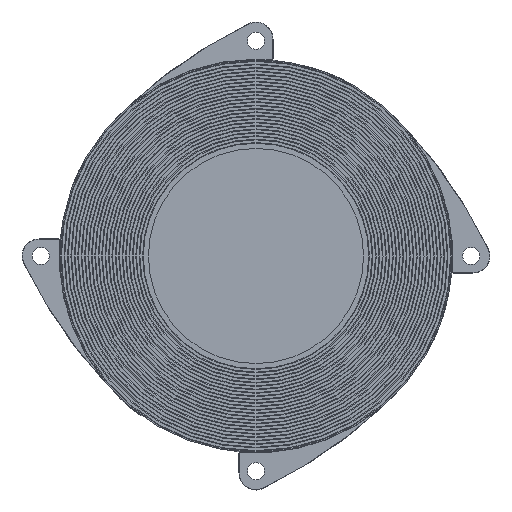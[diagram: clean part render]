
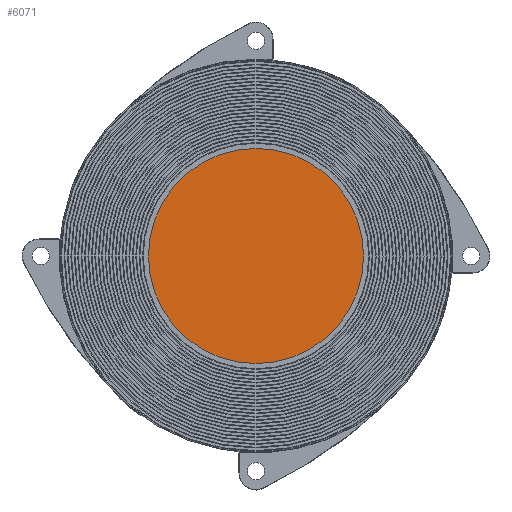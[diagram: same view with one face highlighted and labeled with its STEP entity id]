
A CAD part, front view. The second image highlights one B-rep face of the part: STEP entity #6071.
In plain terms, the highlighted planar face has unit normal (0, -1, 0).
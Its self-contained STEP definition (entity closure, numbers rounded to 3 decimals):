
#192 = DIRECTION ( 'NONE',  ( 0., -1., 0. ) ) ;
#396 = VERTEX_POINT ( 'NONE', #7982 ) ;
#1422 = DIRECTION ( 'NONE',  ( 0., 1., 0. ) ) ;
#1590 = CIRCLE ( 'NONE', #10984, 31.5 ) ;
#2873 = CARTESIAN_POINT ( 'NONE',  ( 0., 8.3, 31.5 ) ) ;
#3751 = EDGE_LOOP ( 'NONE', ( #11090, #9200 ) ) ;
#4221 = CARTESIAN_POINT ( 'NONE',  ( 0., 8.3, 0. ) ) ;
#4294 = CIRCLE ( 'NONE', #8700, 31.5 ) ;
#5054 = DIRECTION ( 'NONE',  ( 0., 0., -1. ) ) ;
#5208 = FACE_OUTER_BOUND ( 'NONE', #3751, .T. ) ;
#5271 = DIRECTION ( 'NONE',  ( 1., 0., 0. ) ) ;
#5436 = CARTESIAN_POINT ( 'NONE',  ( 0., 8.3, 0. ) ) ;
#5885 = VERTEX_POINT ( 'NONE', #2873 ) ;
#6071 = ADVANCED_FACE ( 'NONE', ( #5208 ), #7371, .F. ) ;
#6145 = DIRECTION ( 'NONE',  ( 0., 0., -1. ) ) ;
#7371 = PLANE ( 'NONE',  #9489 ) ;
#7790 = EDGE_CURVE ( 'NONE', #5885, #396, #1590, .T. ) ;
#7982 = CARTESIAN_POINT ( 'NONE',  ( 0., 8.3, -31.5 ) ) ;
#8192 = DIRECTION ( 'NONE',  ( 0., -1., 0. ) ) ;
#8700 = AXIS2_PLACEMENT_3D ( 'NONE', #5436, #192, #6145 ) ;
#9200 = ORIENTED_EDGE ( 'NONE', *, *, #7790, .T. ) ;
#9489 = AXIS2_PLACEMENT_3D ( 'NONE', #4221, #1422, #5271 ) ;
#10837 = EDGE_CURVE ( 'NONE', #396, #5885, #4294, .T. ) ;
#10984 = AXIS2_PLACEMENT_3D ( 'NONE', #11086, #8192, #5054 ) ;
#11086 = CARTESIAN_POINT ( 'NONE',  ( 0., 8.3, 0. ) ) ;
#11090 = ORIENTED_EDGE ( 'NONE', *, *, #10837, .T. ) ;
